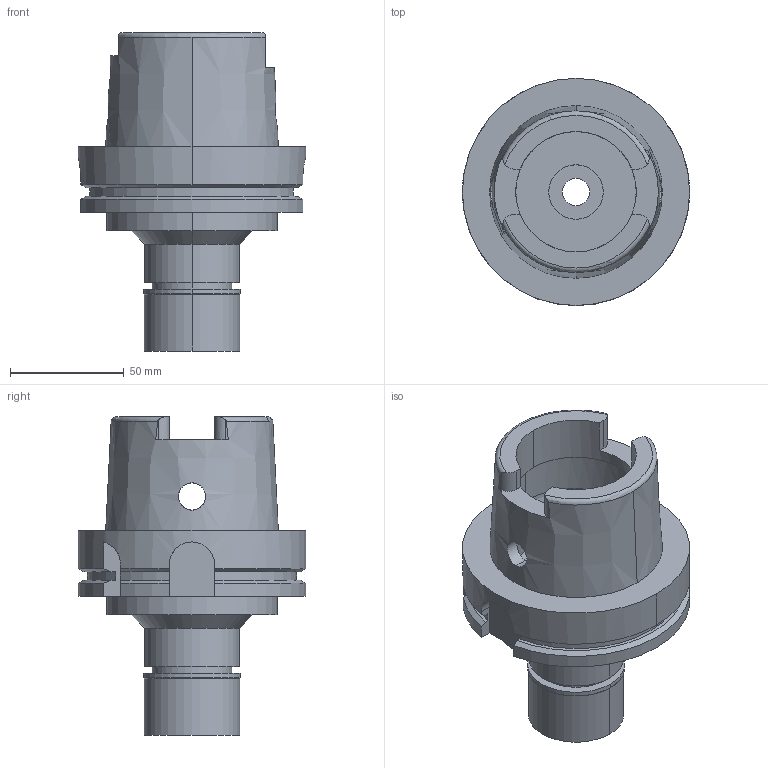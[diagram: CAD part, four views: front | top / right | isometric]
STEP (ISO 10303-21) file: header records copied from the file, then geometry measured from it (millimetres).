
FILE_DESCRIPTION((''),'2;1');
FILE_NAME('HA100MN16090-160_ASM','2017-11-02T',('ykawabe'),(''),'CREO PARAMETRIC BY PTC INC, 2016380','CREO PARAMETRIC BY PTC INC, 2016380','');
FILE_SCHEMA(('AUTOMOTIVE_DESIGN { 1 0 10303 214 1 1 1 1 }'));
Length unit declared in the file: millimetre
Products named in the file (5): HSK-A100-MEGA16N-90_1; NBC16-16_1; MGN16_1; DXF_TEMP_ASSY_ASM_4_ASM; HA100MN16090-160_ASM
Assembly tree (4 placements, depth 3):
  HA100MN16090-160_ASM
    DXF_TEMP_ASSY_ASM_4_ASM
      HSK-A100-MEGA16N-90_1
      NBC16-16_1
      MGN16_1
Bounding box: 100 x 100 x 140 mm (x, y, z)
Volume: 347983.4 mm3; surface area: 72393 mm2
Topology: 3 solids, 3 shells, 139 faces, 352 edges, 233 vertices
Faces by surface type: cylinder 64, plane 49, cone 22, torus 4
Entity records: 6390 total; most frequent: CARTESIAN_POINT 1061, DIRECTION 807, ORIENTED_EDGE 704, PRESENTATION_STYLE_ASSIGNMENT 360, STYLED_ITEM 360, CURVE_STYLE 357, EDGE_CURVE 352, AXIS2_PLACEMENT_3D 333
